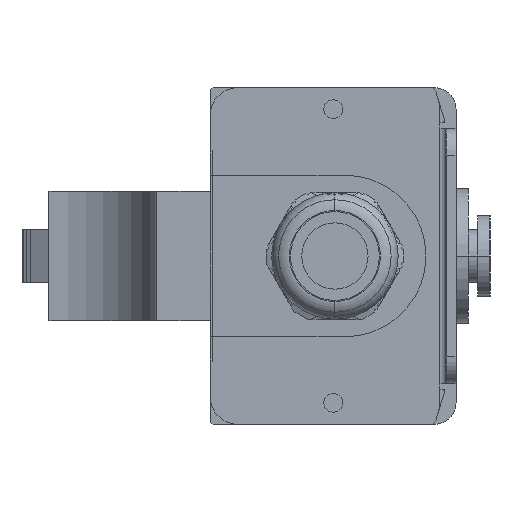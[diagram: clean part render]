
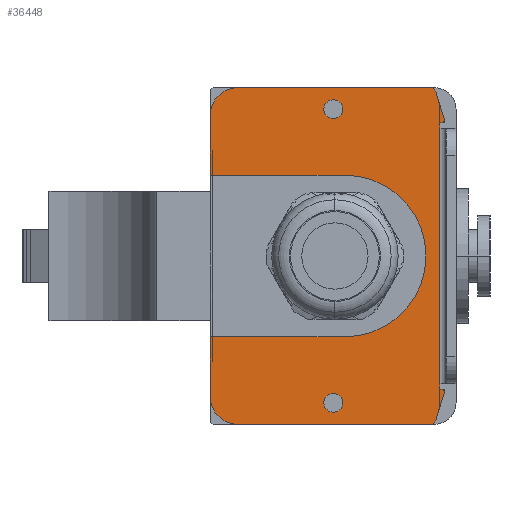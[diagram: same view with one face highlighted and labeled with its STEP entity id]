
A CAD part, left-side view. The second image highlights one B-rep face of the part: STEP entity #36448.
In plain terms, the highlighted face is planar.
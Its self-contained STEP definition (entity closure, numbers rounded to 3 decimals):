
#35609=CARTESIAN_POINT('',(4.739,1.8,-30.25));
#35610=DIRECTION('',(0.,1.,0.));
#35611=DIRECTION('',(0.,0.,-1.));
#35612=AXIS2_PLACEMENT_3D('',#35609,#35610,#35611);
#35619=DIRECTION('',(-0.294,0.,-0.956));
#35620=VECTOR('',#35619,5.656);
#35621=CARTESIAN_POINT('',(3.783,1.8,30.544));
#35622=LINE('',#35621,#35620);
#35623=DIRECTION('',(1.,0.,0.));
#35624=VECTOR('',#35623,0.594);
#35625=CARTESIAN_POINT('',(2.406,1.8,24.75));
#35626=LINE('',#35625,#35624);
#35627=DIRECTION('',(0.,0.,-1.));
#35628=VECTOR('',#35627,1.);
#35629=CARTESIAN_POINT('',(3.,1.8,24.75));
#35630=LINE('',#35629,#35628);
#35631=DIRECTION('',(0.,0.,-1.));
#35632=VECTOR('',#35631,1.);
#35633=CARTESIAN_POINT('',(3.,1.8,-23.75));
#35634=LINE('',#35633,#35632);
#35635=DIRECTION('',(-1.,0.,0.));
#35636=VECTOR('',#35635,0.594);
#35637=CARTESIAN_POINT('',(3.,1.8,-24.75));
#35638=LINE('',#35637,#35636);
#35639=DIRECTION('',(0.294,0.,-0.956));
#35640=VECTOR('',#35639,5.656);
#35641=CARTESIAN_POINT('',(2.119,1.8,-25.138));
#35642=LINE('',#35641,#35640);
#35643=DIRECTION('',(1.,0.,0.));
#35644=VECTOR('',#35643,35.861);
#35645=CARTESIAN_POINT('',(4.739,1.8,-31.25));
#35646=LINE('',#35645,#35644);
#35647=DIRECTION('',(0.,0.,1.));
#35648=VECTOR('',#35647,11.25);
#35649=CARTESIAN_POINT('',(45.6,1.8,-26.25));
#35650=LINE('',#35649,#35648);
#35651=DIRECTION('',(-1.,0.,0.));
#35652=VECTOR('',#35651,25.);
#35653=CARTESIAN_POINT('',(45.6,1.8,-15.));
#35654=LINE('',#35653,#35652);
#35655=CARTESIAN_POINT('',(20.6,1.8,0.));
#35656=DIRECTION('',(0.,1.,0.));
#35657=DIRECTION('',(0.,0.,-1.));
#35658=AXIS2_PLACEMENT_3D('',#35655,#35656,#35657);
#35660=DIRECTION('',(-1.,0.,0.));
#35661=VECTOR('',#35660,25.);
#35662=CARTESIAN_POINT('',(45.6,1.8,15.));
#35663=LINE('',#35662,#35661);
#35664=DIRECTION('',(0.,0.,1.));
#35665=VECTOR('',#35664,11.25);
#35666=CARTESIAN_POINT('',(45.6,1.8,15.));
#35667=LINE('',#35666,#35665);
#35668=DIRECTION('',(-1.,0.,0.));
#35669=VECTOR('',#35668,35.861);
#35670=CARTESIAN_POINT('',(40.6,1.8,31.25));
#35671=LINE('',#35670,#35669);
#35672=CARTESIAN_POINT('',(22.8,1.8,27.25));
#35673=DIRECTION('',(0.,1.,0.));
#35674=DIRECTION('',(0.,0.,1.));
#35675=AXIS2_PLACEMENT_3D('',#35672,#35673,#35674);
#35677=CARTESIAN_POINT('',(22.8,1.8,27.25));
#35678=DIRECTION('',(0.,1.,0.));
#35679=DIRECTION('',(0.,0.,-1.));
#35680=AXIS2_PLACEMENT_3D('',#35677,#35678,#35679);
#35682=CARTESIAN_POINT('',(22.8,1.8,-27.25));
#35683=DIRECTION('',(0.,1.,0.));
#35684=DIRECTION('',(0.,0.,1.));
#35685=AXIS2_PLACEMENT_3D('',#35682,#35683,#35684);
#35687=CARTESIAN_POINT('',(22.8,1.8,-27.25));
#35688=DIRECTION('',(0.,1.,0.));
#35689=DIRECTION('',(0.,0.,-1.));
#35690=AXIS2_PLACEMENT_3D('',#35687,#35688,#35689);
#35696=CARTESIAN_POINT('',(4.739,1.8,30.25));
#35697=DIRECTION('',(0.,1.,0.));
#35698=DIRECTION('',(-0.956,0.,0.294));
#35699=AXIS2_PLACEMENT_3D('',#35696,#35697,#35698);
#35785=CARTESIAN_POINT('',(40.6,1.8,26.25));
#35786=DIRECTION('',(0.,1.,0.));
#35787=DIRECTION('',(0.,0.,1.));
#35788=AXIS2_PLACEMENT_3D('',#35785,#35786,#35787);
#35810=CARTESIAN_POINT('',(40.6,1.8,-26.25));
#35811=DIRECTION('',(0.,1.,0.));
#35812=DIRECTION('',(1.,0.,0.));
#35813=AXIS2_PLACEMENT_3D('',#35810,#35811,#35812);
#36080=DIRECTION('',(0.,0.,1.));
#36081=VECTOR('',#36080,47.5);
#36082=CARTESIAN_POINT('',(3.,1.8,-23.75));
#36083=LINE('',#36082,#36081);
#36114=CARTESIAN_POINT('',(2.406,1.8,25.05));
#36115=DIRECTION('',(0.,1.,0.));
#36116=DIRECTION('',(0.,0.,-1.));
#36117=AXIS2_PLACEMENT_3D('',#36114,#36115,#36116);
#36153=CARTESIAN_POINT('',(2.406,1.8,-25.05));
#36154=DIRECTION('',(0.,1.,0.));
#36155=DIRECTION('',(-0.956,0.,-0.294));
#36156=AXIS2_PLACEMENT_3D('',#36153,#36154,#36155);
#36174=CARTESIAN_POINT('',(45.6,1.8,-26.25));
#36176=VERTEX_POINT('',#36174);
#36178=CARTESIAN_POINT('',(40.6,1.8,-31.25));
#36179=VERTEX_POINT('',#36178);
#36183=CARTESIAN_POINT('',(45.6,1.8,26.25));
#36185=VERTEX_POINT('',#36183);
#36188=CARTESIAN_POINT('',(40.6,1.8,31.25));
#36189=VERTEX_POINT('',#36188);
#36198=CARTESIAN_POINT('',(45.6,1.8,-15.));
#36199=VERTEX_POINT('',#36198);
#36200=CARTESIAN_POINT('',(45.6,1.8,15.));
#36201=VERTEX_POINT('',#36200);
#36202=CARTESIAN_POINT('',(20.6,1.8,-15.));
#36203=VERTEX_POINT('',#36202);
#36204=CARTESIAN_POINT('',(20.6,1.8,15.));
#36205=VERTEX_POINT('',#36204);
#36222=CARTESIAN_POINT('',(3.,1.8,-23.75));
#36223=CARTESIAN_POINT('',(3.,1.8,-24.75));
#36224=VERTEX_POINT('',#36222);
#36225=VERTEX_POINT('',#36223);
#36226=CARTESIAN_POINT('',(3.,1.8,24.75));
#36227=CARTESIAN_POINT('',(3.,1.8,23.75));
#36228=VERTEX_POINT('',#36226);
#36229=VERTEX_POINT('',#36227);
#36299=CARTESIAN_POINT('',(2.406,1.8,-24.75));
#36301=VERTEX_POINT('',#36299);
#36303=CARTESIAN_POINT('',(2.119,1.8,-25.138));
#36304=VERTEX_POINT('',#36303);
#36306=CARTESIAN_POINT('',(2.119,1.8,25.138));
#36308=VERTEX_POINT('',#36306);
#36310=CARTESIAN_POINT('',(2.406,1.8,24.75));
#36311=VERTEX_POINT('',#36310);
#36312=CARTESIAN_POINT('',(3.783,1.8,30.544));
#36314=VERTEX_POINT('',#36312);
#36316=CARTESIAN_POINT('',(4.739,1.8,31.25));
#36317=VERTEX_POINT('',#36316);
#36321=CARTESIAN_POINT('',(3.783,1.8,-30.544));
#36323=VERTEX_POINT('',#36321);
#36326=CARTESIAN_POINT('',(4.739,1.8,-31.25));
#36327=VERTEX_POINT('',#36326);
#36336=CARTESIAN_POINT('',(22.8,1.8,29.));
#36337=CARTESIAN_POINT('',(22.8,1.8,25.5));
#36338=VERTEX_POINT('',#36336);
#36339=VERTEX_POINT('',#36337);
#36340=CARTESIAN_POINT('',(22.8,1.8,-25.5));
#36341=CARTESIAN_POINT('',(22.8,1.8,-29.));
#36342=VERTEX_POINT('',#36340);
#36343=VERTEX_POINT('',#36341);
#36392=CARTESIAN_POINT('',(45.6,1.8,-31.25));
#36393=DIRECTION('',(0.,1.,0.));
#36394=DIRECTION('',(-1.,0.,0.));
#36395=AXIS2_PLACEMENT_3D('',#36392,#36393,#36394);
#36396=PLANE('',#36395);
#36398=ORIENTED_EDGE('',*,*,#36397,.F.);
#36400=ORIENTED_EDGE('',*,*,#36399,.T.);
#36402=ORIENTED_EDGE('',*,*,#36401,.F.);
#36404=ORIENTED_EDGE('',*,*,#36403,.T.);
#36406=ORIENTED_EDGE('',*,*,#36405,.T.);
#36408=ORIENTED_EDGE('',*,*,#36407,.F.);
#36410=ORIENTED_EDGE('',*,*,#36409,.T.);
#36412=ORIENTED_EDGE('',*,*,#36411,.T.);
#36414=ORIENTED_EDGE('',*,*,#36413,.F.);
#36415=ORIENTED_EDGE('',*,*,#36381,.T.);
#36416=ORIENTED_EDGE('',*,*,#36370,.F.);
#36417=ORIENTED_EDGE('',*,*,#36355,.T.);
#36419=ORIENTED_EDGE('',*,*,#36418,.F.);
#36421=ORIENTED_EDGE('',*,*,#36420,.T.);
#36423=ORIENTED_EDGE('',*,*,#36422,.T.);
#36425=ORIENTED_EDGE('',*,*,#36424,.T.);
#36427=ORIENTED_EDGE('',*,*,#36426,.F.);
#36429=ORIENTED_EDGE('',*,*,#36428,.T.);
#36431=ORIENTED_EDGE('',*,*,#36430,.F.);
#36433=ORIENTED_EDGE('',*,*,#36432,.T.);
#36434=EDGE_LOOP('',(#36398,#36400,#36402,#36404,#36406,#36408,#36410,#36412,
#36414,#36415,#36416,#36417,#36419,#36421,#36423,#36425,#36427,#36429,#36431,
#36433));
#36435=FACE_OUTER_BOUND('',#36434,.F.);
#36437=ORIENTED_EDGE('',*,*,#36436,.T.);
#36439=ORIENTED_EDGE('',*,*,#36438,.T.);
#36440=EDGE_LOOP('',(#36437,#36439));
#36441=FACE_BOUND('',#36440,.F.);
#36443=ORIENTED_EDGE('',*,*,#36442,.T.);
#36445=ORIENTED_EDGE('',*,*,#36444,.T.);
#36446=EDGE_LOOP('',(#36443,#36445));
#36447=FACE_BOUND('',#36446,.F.);
#36448=ADVANCED_FACE('',(#36435,#36441,#36447),#36396,.T.);
#35613=CIRCLE('',#35612,1.);
#35659=CIRCLE('',#35658,15.);
#35676=CIRCLE('',#35675,1.75);
#35681=CIRCLE('',#35680,1.75);
#35686=CIRCLE('',#35685,1.75);
#35691=CIRCLE('',#35690,1.75);
#35700=CIRCLE('',#35699,1.);
#35789=CIRCLE('',#35788,5.);
#35814=CIRCLE('',#35813,5.);
#36118=CIRCLE('',#36117,0.3);
#36157=CIRCLE('',#36156,0.3);
#36355=EDGE_CURVE('',#36327,#36179,#35646,.T.);
#36370=EDGE_CURVE('',#36327,#36323,#35613,.T.);
#36381=EDGE_CURVE('',#36304,#36323,#35642,.T.);
#36397=EDGE_CURVE('',#36314,#36317,#35700,.T.);
#36399=EDGE_CURVE('',#36314,#36308,#35622,.T.);
#36401=EDGE_CURVE('',#36311,#36308,#36118,.T.);
#36403=EDGE_CURVE('',#36311,#36228,#35626,.T.);
#36405=EDGE_CURVE('',#36228,#36229,#35630,.T.);
#36407=EDGE_CURVE('',#36224,#36229,#36083,.T.);
#36409=EDGE_CURVE('',#36224,#36225,#35634,.T.);
#36411=EDGE_CURVE('',#36225,#36301,#35638,.T.);
#36413=EDGE_CURVE('',#36304,#36301,#36157,.T.);
#36418=EDGE_CURVE('',#36176,#36179,#35814,.T.);
#36420=EDGE_CURVE('',#36176,#36199,#35650,.T.);
#36422=EDGE_CURVE('',#36199,#36203,#35654,.T.);
#36424=EDGE_CURVE('',#36203,#36205,#35659,.T.);
#36426=EDGE_CURVE('',#36201,#36205,#35663,.T.);
#36428=EDGE_CURVE('',#36201,#36185,#35667,.T.);
#36430=EDGE_CURVE('',#36189,#36185,#35789,.T.);
#36432=EDGE_CURVE('',#36189,#36317,#35671,.T.);
#36436=EDGE_CURVE('',#36338,#36339,#35676,.T.);
#36438=EDGE_CURVE('',#36339,#36338,#35681,.T.);
#36442=EDGE_CURVE('',#36342,#36343,#35686,.T.);
#36444=EDGE_CURVE('',#36343,#36342,#35691,.T.);
